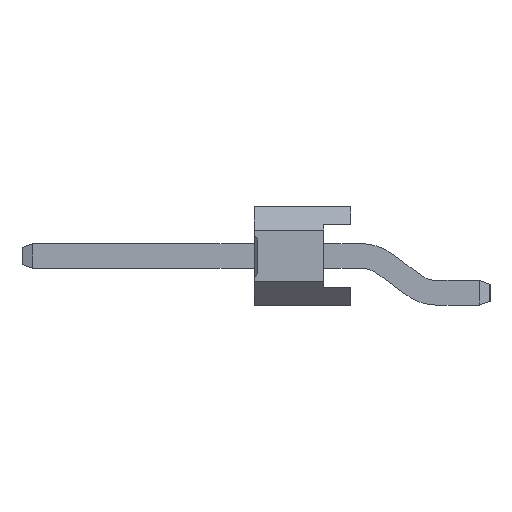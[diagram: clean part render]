
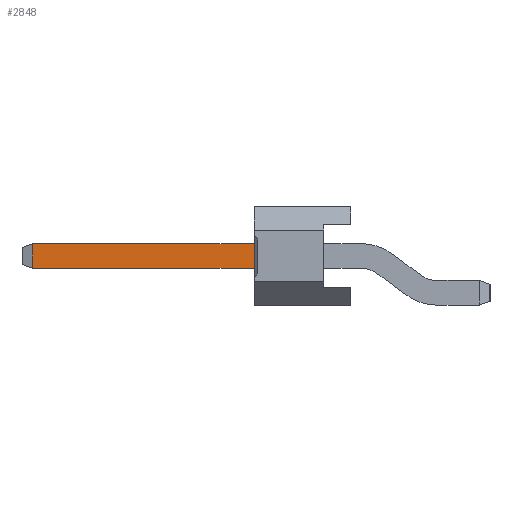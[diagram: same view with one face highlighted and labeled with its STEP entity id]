
A CAD part, left-side view. The second image highlights one B-rep face of the part: STEP entity #2848.
In plain terms, the highlighted planar face has unit normal (-1, 0, 0).
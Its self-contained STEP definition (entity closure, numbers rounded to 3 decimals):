
#2848=ADVANCED_FACE('',(#13539),#13541,.T.);
#13539=FACE_BOUND('',#13540,.T.);
#13540=EDGE_LOOP('',(#22236,#22237,#22238,#22239));
#13541=PLANE('',#13542);
#13542=AXIS2_PLACEMENT_3D('',#13543,#13544,#13545);
#13543=CARTESIAN_POINT('',(-0.32,-0.85,0.));
#13544=DIRECTION('',(-1.,0.,0.));
#13545=DIRECTION('',(0.,0.,1.));
#22236=ORIENTED_EDGE('',*,*,#26802,.F.);
#22237=ORIENTED_EDGE('',*,*,#27895,.T.);
#22238=ORIENTED_EDGE('',*,*,#27896,.F.);
#22239=ORIENTED_EDGE('',*,*,#27897,.F.);
#26802=EDGE_CURVE('',#30375,#30377,#30378,.T.);
#27895=EDGE_CURVE('',#30375,#32194,#32196,.T.);
#27896=EDGE_CURVE('',#32197,#32194,#32198,.T.);
#27897=EDGE_CURVE('',#30377,#32197,#32199,.T.);
#30375=VERTEX_POINT('',#36379);
#30377=VERTEX_POINT('',#36383);
#30378=LINE('',#36384,#36385);
#32194=VERTEX_POINT('',#40384);
#32196=LINE('',#40388,#40389);
#32197=VERTEX_POINT('',#40391);
#32198=LINE('',#40392,#40393);
#32199=LINE('',#40395,#40396);
#36379=CARTESIAN_POINT('',(-0.32,5.25,1.59));
#36383=CARTESIAN_POINT('',(-0.32,5.25,0.95));
#36384=CARTESIAN_POINT('',(-0.32,5.25,1.59));
#36385=VECTOR('',#36386,1.);
#36386=DIRECTION('',(0.,0.,-1.));
#40384=CARTESIAN_POINT('',(-0.32,10.975,1.59));
#40388=CARTESIAN_POINT('',(-0.32,5.25,1.59));
#40389=VECTOR('',#40390,1.);
#40390=DIRECTION('',(0.,1.,0.));
#40391=CARTESIAN_POINT('',(-0.32,10.975,0.95));
#40392=CARTESIAN_POINT('',(-0.32,10.975,0.95));
#40393=VECTOR('',#40394,1.);
#40394=DIRECTION('',(0.,0.,1.));
#40395=CARTESIAN_POINT('',(-0.32,5.25,0.95));
#40396=VECTOR('',#40397,1.);
#40397=DIRECTION('',(0.,1.,0.));
